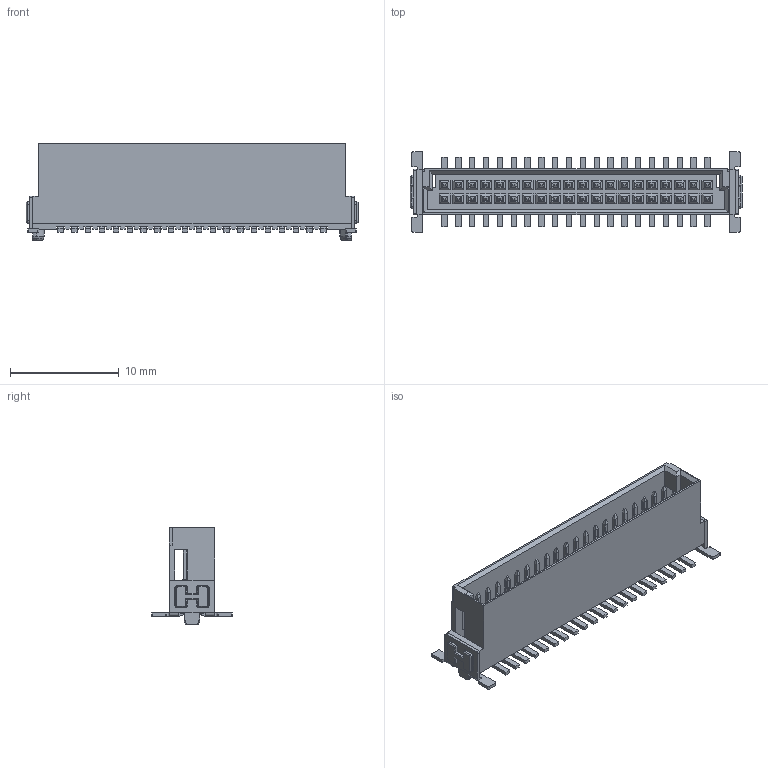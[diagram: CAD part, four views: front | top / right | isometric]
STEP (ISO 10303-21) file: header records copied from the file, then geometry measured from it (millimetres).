
FILE_DESCRIPTION(('CATIA V5 STEP Exchange','CAx-IF Rec.Pracs.--- Model Styling and Organization---1.4--- 2014-01-23'),'2;1');
FILE_NAME ('1254384-2_0_2747120000_2747120000.stp','2020-10-07T06:45:59+00:00',('none'),('Weidmueller'),'CATIA Version 5-6 Release 2016 SP3 HF44','CATIA V5 STEP AP214','none');
FILE_SCHEMA(('AUTOMOTIVE_DESIGN { 1 0 10303 214 1 1 1 1 }'));
Products named in the file (1): 2747120000
Bounding box: 30.48 x 7.4 x 8.88 mm (x, y, z)
Volume: 505.9 mm3; surface area: 1617.9 mm2
Topology: 5 solids, 5 shells, 2666 faces, 6936 edges, 4547 vertices
Faces by surface type: plane 1638, cylinder 615, extrusion 160, bspline 124, torus 98, cone 23, sphere 8
Entity records: 93792 total; most frequent: CARTESIAN_POINT 34006, ORIENTED_EDGE 13864, DIRECTION 8764, EDGE_CURVE 6932, VECTOR 4957, LINE 4797, VERTEX_POINT 4547, EDGE_LOOP 2957
